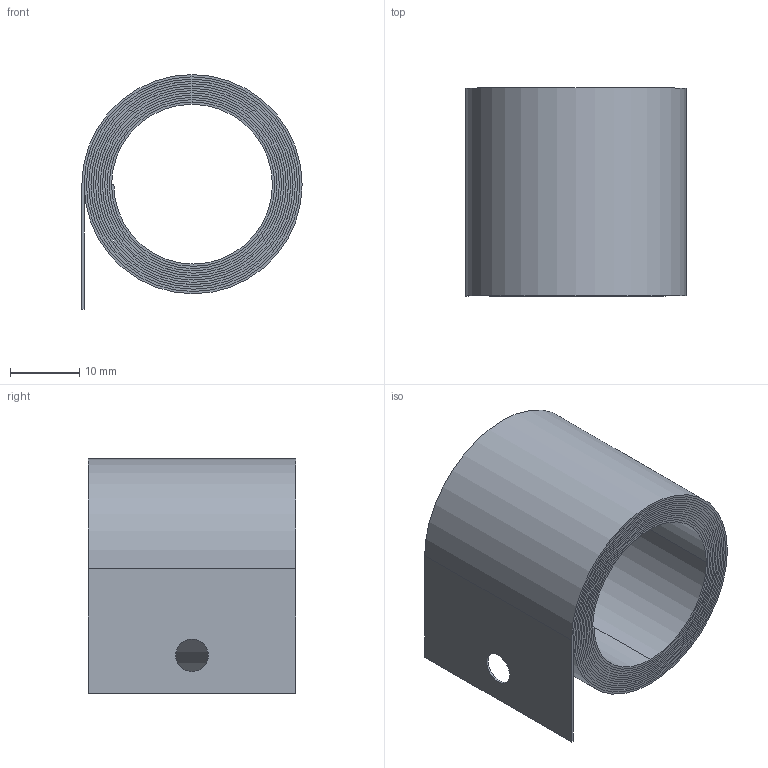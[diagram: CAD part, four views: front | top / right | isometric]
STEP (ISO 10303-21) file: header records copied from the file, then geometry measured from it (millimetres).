
FILE_DESCRIPTION (( 'STEP AP203' ), '1' );
FILE_NAME ('CN04951005_Spring.STEP', '2020-11-25T07:11:12', ( '' ), ( '' ), 'SwSTEP 2.0', 'SolidWorks 2020', '' );
FILE_SCHEMA (( 'CONFIG_CONTROL_DESIGN' ));
Length unit declared in the file: millimetre
Products named in the file (1): CN04951005_Spring
Bounding box: 31.81 x 30 x 33.9 mm (x, y, z)
Volume: 11198.3 mm3; surface area: 68846.2 mm2
Topology: 1 solids, 1 shells, 86 faces, 252 edges, 168 vertices
Faces by surface type: cylinder 80, plane 6
Entity records: 3037 total; most frequent: DIRECTION 586, CARTESIAN_POINT 507, ORIENTED_EDGE 504, EDGE_CURVE 252, AXIS2_PLACEMENT_3D 247, VERTEX_POINT 168, CIRCLE 160, LINE 92
